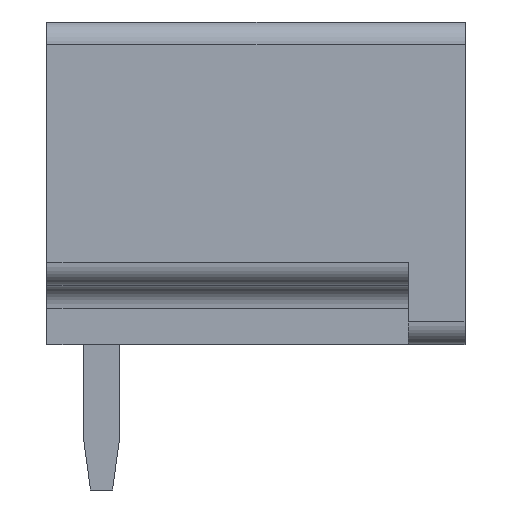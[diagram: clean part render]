
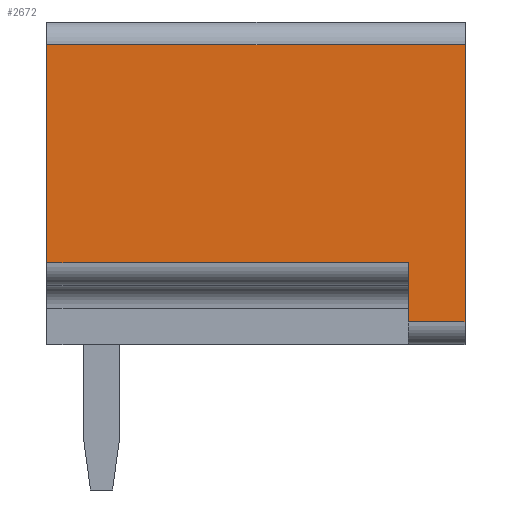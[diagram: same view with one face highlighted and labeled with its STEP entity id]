
A CAD part, left-side view. The second image highlights one B-rep face of the part: STEP entity #2672.
In plain terms, the highlighted planar face has unit normal (-1, 0, 0).
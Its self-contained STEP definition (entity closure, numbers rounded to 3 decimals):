
#2636=AXIS2_PLACEMENT_3D('Plane Axis2P3D',#2633,#2634,#2635) ;
#188=CARTESIAN_POINT('Vertex',(0.,0.,9.8)) ;
#191=CARTESIAN_POINT('Line Origine',(0.,0.,6.75)) ;
#195=CARTESIAN_POINT('Vertex',(0.,0.,3.7)) ;
#2614=CARTESIAN_POINT('Line Origine',(0.,4.6,9.8)) ;
#2618=CARTESIAN_POINT('Vertex',(0.,9.2,9.8)) ;
#2633=CARTESIAN_POINT('Axis2P3D Location',(0.,0.,3.7)) ;
#2638=CARTESIAN_POINT('Line Origine',(0.,0.625,3.7)) ;
#2642=CARTESIAN_POINT('Vertex',(0.,1.25,3.7)) ;
#2645=CARTESIAN_POINT('Line Origine',(0.,9.2,7.4)) ;
#2649=CARTESIAN_POINT('Vertex',(0.,9.2,5.)) ;
#2652=CARTESIAN_POINT('Line Origine',(0.,5.225,5.)) ;
#2656=CARTESIAN_POINT('Vertex',(0.,1.25,5.)) ;
#2659=CARTESIAN_POINT('Line Origine',(0.,1.25,4.35)) ;
#192=DIRECTION('Vector Direction',(0.,0.,1.)) ;
#2615=DIRECTION('Vector Direction',(0.,1.,0.)) ;
#2634=DIRECTION('Axis2P3D Direction',(-1.,0.,0.)) ;
#2635=DIRECTION('Axis2P3D XDirection',(0.,0.,1.)) ;
#2639=DIRECTION('Vector Direction',(0.,1.,0.)) ;
#2646=DIRECTION('Vector Direction',(0.,0.,1.)) ;
#2653=DIRECTION('Vector Direction',(0.,1.,0.)) ;
#2660=DIRECTION('Vector Direction',(0.,0.,-1.)) ;
#193=VECTOR('Line Direction',#192,1.) ;
#2616=VECTOR('Line Direction',#2615,1.) ;
#2640=VECTOR('Line Direction',#2639,1.) ;
#2647=VECTOR('Line Direction',#2646,1.) ;
#2654=VECTOR('Line Direction',#2653,1.) ;
#2661=VECTOR('Line Direction',#2660,1.) ;
#2665=ORIENTED_EDGE('',*,*,#2644,.F.) ;
#2666=ORIENTED_EDGE('',*,*,#197,.T.) ;
#2667=ORIENTED_EDGE('',*,*,#2620,.T.) ;
#2668=ORIENTED_EDGE('',*,*,#2651,.F.) ;
#2669=ORIENTED_EDGE('',*,*,#2658,.F.) ;
#2670=ORIENTED_EDGE('',*,*,#2663,.T.) ;
#2672=ADVANCED_FACE('Housing',(#2671),#2637,.T.) ;
#197=EDGE_CURVE('',#196,#189,#194,.T.) ;
#2620=EDGE_CURVE('',#189,#2619,#2617,.T.) ;
#2644=EDGE_CURVE('',#196,#2643,#2641,.T.) ;
#2651=EDGE_CURVE('',#2650,#2619,#2648,.T.) ;
#2658=EDGE_CURVE('',#2657,#2650,#2655,.T.) ;
#2663=EDGE_CURVE('',#2657,#2643,#2662,.T.) ;
#2664=EDGE_LOOP('',(#2665,#2666,#2667,#2668,#2669,#2670)) ;
#2671=FACE_OUTER_BOUND('',#2664,.T.) ;
#194=LINE('Line',#191,#193) ;
#2617=LINE('Line',#2614,#2616) ;
#2641=LINE('Line',#2638,#2640) ;
#2648=LINE('Line',#2645,#2647) ;
#2655=LINE('Line',#2652,#2654) ;
#2662=LINE('Line',#2659,#2661) ;
#2637=PLANE('',#2636) ;
#189=VERTEX_POINT('',#188) ;
#196=VERTEX_POINT('',#195) ;
#2619=VERTEX_POINT('',#2618) ;
#2643=VERTEX_POINT('',#2642) ;
#2650=VERTEX_POINT('',#2649) ;
#2657=VERTEX_POINT('',#2656) ;
